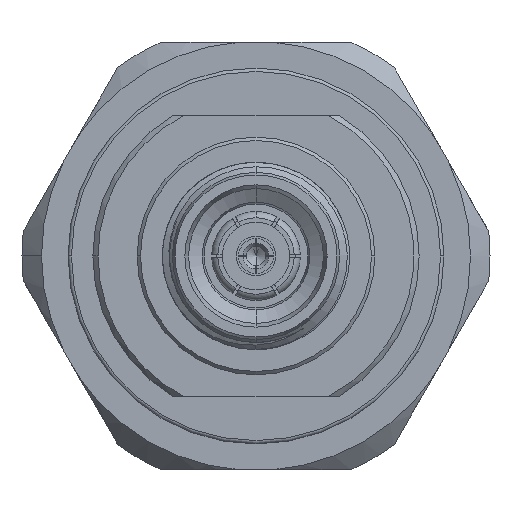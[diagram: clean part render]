
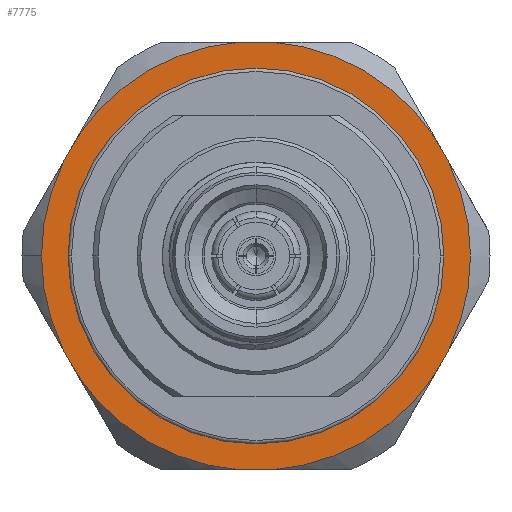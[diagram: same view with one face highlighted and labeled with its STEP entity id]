
A CAD part, left-side view. The second image highlights one B-rep face of the part: STEP entity #7775.
In plain terms, the highlighted planar face has unit normal (-1, 0, 0).
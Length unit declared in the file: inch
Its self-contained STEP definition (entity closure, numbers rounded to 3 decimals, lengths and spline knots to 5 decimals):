
#28 = CARTESIAN_POINT ( 'NONE',  ( 1.09296, 0.38766, -0.58839 ) ) ;
#141 = CARTESIAN_POINT ( 'NONE',  ( 1.09296, 0.04412, -0.62992 ) ) ;
#173 = CARTESIAN_POINT ( 'NONE',  ( 1.09296, 0., 0. ) ) ;
#210 = VECTOR ( 'NONE', #4152, 39.37008 ) ;
#316 = CIRCLE ( 'NONE', #1303, 0.63146 ) ;
#319 = EDGE_CURVE ( 'NONE', #6969, #2965, #3781, .T. ) ;
#342 = CIRCLE ( 'NONE', #3015, 0.55343 ) ;
#378 = EDGE_CURVE ( 'NONE', #5132, #1270, #316, .T. ) ;
#382 = DIRECTION ( 'NONE',  ( -1., 0., 0. ) ) ;
#533 = PLANE ( 'NONE',  #3564 ) ;
#586 = DIRECTION ( 'NONE',  ( -1., 0., 0. ) ) ;
#620 = ORIENTED_EDGE ( 'NONE', *, *, #9242, .T. ) ;
#659 = DIRECTION ( 'NONE',  ( 0., 0.5, 0.866 ) ) ;
#741 = CARTESIAN_POINT ( 'NONE',  ( 1.09296, 0., 0. ) ) ;
#760 = DIRECTION ( 'NONE',  ( 0., -1., 0. ) ) ;
#808 = DIRECTION ( 'NONE',  ( -1., 0., 0. ) ) ;
#826 = CARTESIAN_POINT ( 'NONE',  ( 1.09296, 0.52347, -0.35317 ) ) ;
#1190 = AXIS2_PLACEMENT_3D ( 'NONE', #9289, #7741, #1624 ) ;
#1270 = VERTEX_POINT ( 'NONE', #7357 ) ;
#1303 = AXIS2_PLACEMENT_3D ( 'NONE', #7534, #8529, #7755 ) ;
#1624 = DIRECTION ( 'NONE',  ( 0., -1., 0. ) ) ;
#1678 = DIRECTION ( 'NONE',  ( -1., 0., 0. ) ) ;
#1771 = LINE ( 'NONE', #4389, #2013 ) ;
#1777 = ORIENTED_EDGE ( 'NONE', *, *, #319, .T. ) ;
#2013 = VECTOR ( 'NONE', #9920, 39.37008 ) ;
#2132 = CARTESIAN_POINT ( 'NONE',  ( 1.09296, 0.56759, 0.27675 ) ) ;
#2150 = EDGE_CURVE ( 'NONE', #1270, #3992, #1771, .T. ) ;
#2338 = VERTEX_POINT ( 'NONE', #7947 ) ;
#2376 = CARTESIAN_POINT ( 'NONE',  ( 1.09296, 0., 0. ) ) ;
#2428 = LINE ( 'NONE', #28, #7580 ) ;
#2486 = VERTEX_POINT ( 'NONE', #5894 ) ;
#2575 = AXIS2_PLACEMENT_3D ( 'NONE', #7549, #2799, #8180 ) ;
#2585 = CIRCLE ( 'NONE', #3093, 0.63146 ) ;
#2793 = CARTESIAN_POINT ( 'NONE',  ( 1.09296, -0.52347, -0.35317 ) ) ;
#2799 = DIRECTION ( 'NONE',  ( -1., 0., 0. ) ) ;
#2965 = VERTEX_POINT ( 'NONE', #9057 ) ;
#2998 = ORIENTED_EDGE ( 'NONE', *, *, #3667, .F. ) ;
#3015 = AXIS2_PLACEMENT_3D ( 'NONE', #7998, #9553, #3245 ) ;
#3093 = AXIS2_PLACEMENT_3D ( 'NONE', #2376, #808, #760 ) ;
#3150 = DIRECTION ( 'NONE',  ( 0., 1., 0. ) ) ;
#3245 = DIRECTION ( 'NONE',  ( 0., -1., 0. ) ) ;
#3252 = CARTESIAN_POINT ( 'NONE',  ( 1.09296, 0., 0. ) ) ;
#3411 = DIRECTION ( 'NONE',  ( 0., -1., 0. ) ) ;
#3564 = AXIS2_PLACEMENT_3D ( 'NONE', #10125, #586, #3603 ) ;
#3586 = CARTESIAN_POINT ( 'NONE',  ( 1.09296, -0.04412, 0.62992 ) ) ;
#3603 = DIRECTION ( 'NONE',  ( 0., -1., 0. ) ) ;
#3626 = EDGE_CURVE ( 'NONE', #2338, #4098, #9333, .T. ) ;
#3667 = EDGE_CURVE ( 'NONE', #9692, #7425, #342, .T. ) ;
#3739 = LINE ( 'NONE', #6191, #4732 ) ;
#3781 = LINE ( 'NONE', #6126, #9646 ) ;
#3880 = CARTESIAN_POINT ( 'NONE',  ( 1.09296, -0.63146, 0.62992 ) ) ;
#3992 = VERTEX_POINT ( 'NONE', #2132 ) ;
#4003 = VERTEX_POINT ( 'NONE', #5217 ) ;
#4098 = VERTEX_POINT ( 'NONE', #9899 ) ;
#4122 = DIRECTION ( 'NONE',  ( 0., -1., 0. ) ) ;
#4148 = VERTEX_POINT ( 'NONE', #3586 ) ;
#4152 = DIRECTION ( 'NONE',  ( 0., -0.5, 0.866 ) ) ;
#4190 = ORIENTED_EDGE ( 'NONE', *, *, #9620, .T. ) ;
#4382 = AXIS2_PLACEMENT_3D ( 'NONE', #173, #382, #3411 ) ;
#4389 = CARTESIAN_POINT ( 'NONE',  ( 1.09296, 0.38766, 0.58839 ) ) ;
#4732 = VECTOR ( 'NONE', #659, 39.37008 ) ;
#4745 = VERTEX_POINT ( 'NONE', #6860 ) ;
#4826 = LINE ( 'NONE', #3880, #8072 ) ;
#4858 = AXIS2_PLACEMENT_3D ( 'NONE', #741, #8917, #4122 ) ;
#4923 = ORIENTED_EDGE ( 'NONE', *, *, #3626, .T. ) ;
#5132 = VERTEX_POINT ( 'NONE', #6010 ) ;
#5217 = CARTESIAN_POINT ( 'NONE',  ( 1.09296, -0.56759, -0.27675 ) ) ;
#5235 = EDGE_CURVE ( 'NONE', #4745, #4148, #6700, .T. ) ;
#5387 = CIRCLE ( 'NONE', #6711, 0.55343 ) ;
#5451 = DIRECTION ( 'NONE',  ( -1., 0., 0. ) ) ;
#5636 = EDGE_CURVE ( 'NONE', #5777, #4003, #8271, .T. ) ;
#5739 = CIRCLE ( 'NONE', #5763, 0.63146 ) ;
#5763 = AXIS2_PLACEMENT_3D ( 'NONE', #8516, #5451, #8461 ) ;
#5777 = VERTEX_POINT ( 'NONE', #2793 ) ;
#5886 = EDGE_CURVE ( 'NONE', #7425, #9692, #5387, .T. ) ;
#5894 = CARTESIAN_POINT ( 'NONE',  ( 1.09296, -0.56759, 0.27675 ) ) ;
#5997 = EDGE_LOOP ( 'NONE', ( #7495, #2998 ) ) ;
#6007 = FACE_BOUND ( 'NONE', #5997, .T. ) ;
#6010 = CARTESIAN_POINT ( 'NONE',  ( 1.09296, 0.04412, 0.62992 ) ) ;
#6043 = EDGE_CURVE ( 'NONE', #2486, #4745, #3739, .T. ) ;
#6126 = CARTESIAN_POINT ( 'NONE',  ( 1.09296, -0.63146, -0.62992 ) ) ;
#6191 = CARTESIAN_POINT ( 'NONE',  ( 1.09296, -0.70339, 0.04153 ) ) ;
#6410 = EDGE_LOOP ( 'NONE', ( #9100, #10256, #6469, #8341, #9334, #7033, #4190, #4923, #620, #9148, #1777, #8237, #7021 ) ) ;
#6436 = DIRECTION ( 'NONE',  ( 0., -1., 0. ) ) ;
#6439 = EDGE_CURVE ( 'NONE', #2965, #5777, #8214, .T. ) ;
#6469 = ORIENTED_EDGE ( 'NONE', *, *, #5235, .T. ) ;
#6700 = CIRCLE ( 'NONE', #1190, 0.63146 ) ;
#6711 = AXIS2_PLACEMENT_3D ( 'NONE', #3252, #1678, #6436 ) ;
#6860 = CARTESIAN_POINT ( 'NONE',  ( 1.09296, -0.52347, 0.35317 ) ) ;
#6969 = VERTEX_POINT ( 'NONE', #141 ) ;
#6992 = VERTEX_POINT ( 'NONE', #826 ) ;
#7021 = ORIENTED_EDGE ( 'NONE', *, *, #5636, .T. ) ;
#7033 = ORIENTED_EDGE ( 'NONE', *, *, #2150, .T. ) ;
#7119 = CARTESIAN_POINT ( 'NONE',  ( 1.09296, -0.55343, 0. ) ) ;
#7274 = DIRECTION ( 'NONE',  ( 0., -0.5, -0.866 ) ) ;
#7357 = CARTESIAN_POINT ( 'NONE',  ( 1.09296, 0.52347, 0.35317 ) ) ;
#7425 = VERTEX_POINT ( 'NONE', #7119 ) ;
#7439 = EDGE_CURVE ( 'NONE', #4148, #5132, #4826, .T. ) ;
#7495 = ORIENTED_EDGE ( 'NONE', *, *, #5886, .F. ) ;
#7534 = CARTESIAN_POINT ( 'NONE',  ( 1.09296, 0., 0. ) ) ;
#7549 = CARTESIAN_POINT ( 'NONE',  ( 1.09296, 0., 0. ) ) ;
#7580 = VECTOR ( 'NONE', #7274, 39.37008 ) ;
#7741 = DIRECTION ( 'NONE',  ( -1., 0., 0. ) ) ;
#7755 = DIRECTION ( 'NONE',  ( 0., -1., 0. ) ) ;
#7761 = CIRCLE ( 'NONE', #2575, 0.63146 ) ;
#7775 = ADVANCED_FACE ( 'NONE', ( #6007, #10075 ), #533, .T. ) ;
#7947 = CARTESIAN_POINT ( 'NONE',  ( 1.09296, 0.63146, 0. ) ) ;
#7998 = CARTESIAN_POINT ( 'NONE',  ( 1.09296, 0., 0. ) ) ;
#8072 = VECTOR ( 'NONE', #3150, 39.37008 ) ;
#8180 = DIRECTION ( 'NONE',  ( 0., -1., 0. ) ) ;
#8214 = CIRCLE ( 'NONE', #4382, 0.63146 ) ;
#8237 = ORIENTED_EDGE ( 'NONE', *, *, #6439, .T. ) ;
#8271 = LINE ( 'NONE', #9052, #210 ) ;
#8341 = ORIENTED_EDGE ( 'NONE', *, *, #7439, .T. ) ;
#8461 = DIRECTION ( 'NONE',  ( 0., -1., 0. ) ) ;
#8516 = CARTESIAN_POINT ( 'NONE',  ( 1.09296, 0., 0. ) ) ;
#8529 = DIRECTION ( 'NONE',  ( -1., 0., 0. ) ) ;
#8606 = EDGE_CURVE ( 'NONE', #4003, #2486, #7761, .T. ) ;
#8917 = DIRECTION ( 'NONE',  ( -1., 0., 0. ) ) ;
#9052 = CARTESIAN_POINT ( 'NONE',  ( 1.09296, -0.70339, -0.04153 ) ) ;
#9057 = CARTESIAN_POINT ( 'NONE',  ( 1.09296, -0.04412, -0.62992 ) ) ;
#9100 = ORIENTED_EDGE ( 'NONE', *, *, #8606, .T. ) ;
#9148 = ORIENTED_EDGE ( 'NONE', *, *, #9295, .T. ) ;
#9242 = EDGE_CURVE ( 'NONE', #4098, #6992, #2428, .T. ) ;
#9289 = CARTESIAN_POINT ( 'NONE',  ( 1.09296, 0., 0. ) ) ;
#9295 = EDGE_CURVE ( 'NONE', #6992, #6969, #2585, .T. ) ;
#9333 = CIRCLE ( 'NONE', #4858, 0.63146 ) ;
#9334 = ORIENTED_EDGE ( 'NONE', *, *, #378, .T. ) ;
#9553 = DIRECTION ( 'NONE',  ( -1., 0., 0. ) ) ;
#9620 = EDGE_CURVE ( 'NONE', #3992, #2338, #5739, .T. ) ;
#9646 = VECTOR ( 'NONE', #9934, 39.37008 ) ;
#9692 = VERTEX_POINT ( 'NONE', #10026 ) ;
#9899 = CARTESIAN_POINT ( 'NONE',  ( 1.09296, 0.56759, -0.27675 ) ) ;
#9920 = DIRECTION ( 'NONE',  ( 0., 0.5, -0.866 ) ) ;
#9934 = DIRECTION ( 'NONE',  ( 0., -1., 0. ) ) ;
#10026 = CARTESIAN_POINT ( 'NONE',  ( 1.09296, 0.55343, 0. ) ) ;
#10075 = FACE_OUTER_BOUND ( 'NONE', #6410, .T. ) ;
#10125 = CARTESIAN_POINT ( 'NONE',  ( 1.09296, 0., 0. ) ) ;
#10256 = ORIENTED_EDGE ( 'NONE', *, *, #6043, .T. ) ;
